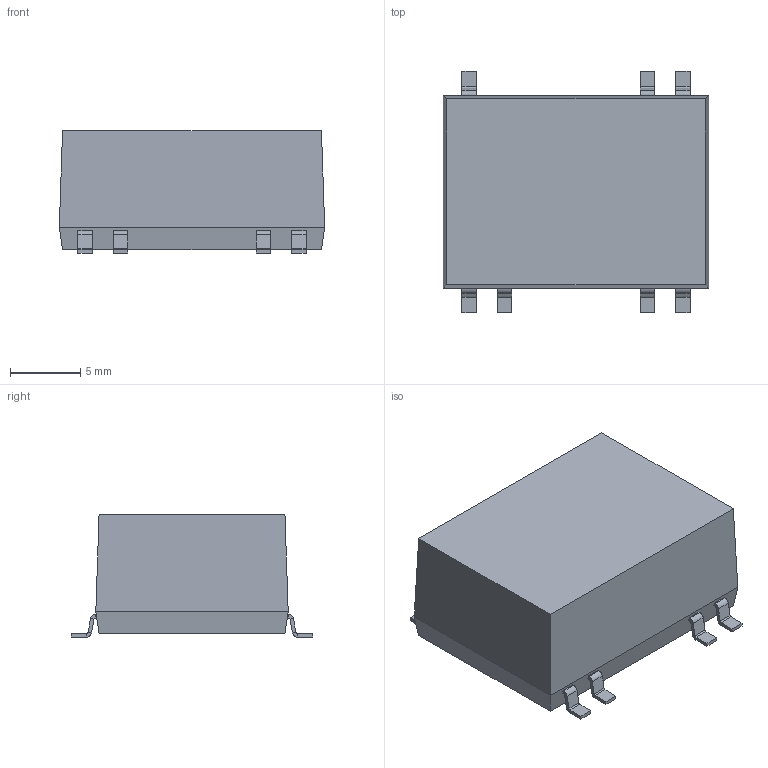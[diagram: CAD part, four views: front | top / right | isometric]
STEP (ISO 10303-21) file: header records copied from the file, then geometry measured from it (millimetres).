
FILE_DESCRIPTION(('FreeCAD Model'),'2;1');
FILE_NAME('TMR-1-XXXXSM.step','2017-06-08T15:50:40',( 'kicad StepUp'),('ksu MCAD'),'Open CASCADE STEP processor 6.8', 'FreeCAD','Unknown');
FILE_SCHEMA(('AUTOMOTIVE_DESIGN_CC2 { 1 2 10303 214 -1 1 5 4 }'));
Length unit declared in the file: millimetre
Products named in the file (1): TMR-1-XXXXSM
Bounding box: 18.9 x 17.2 x 8.7 mm (x, y, z)
Volume: 2130.1 mm3; surface area: 1082 mm2
Topology: 1 solids, 1 shells, 157 faces, 328 edges, 180 vertices
Faces by surface type: plane 129, cylinder 28
Entity records: 5102 total; most frequent: DIRECTION 700, CARTESIAN_POINT 666, ORIENTED_EDGE 656, EDGE_CURVE 328, LINE 272, VECTOR 272, AXIS2_PLACEMENT_3D 214, VERTEX_POINT 180
